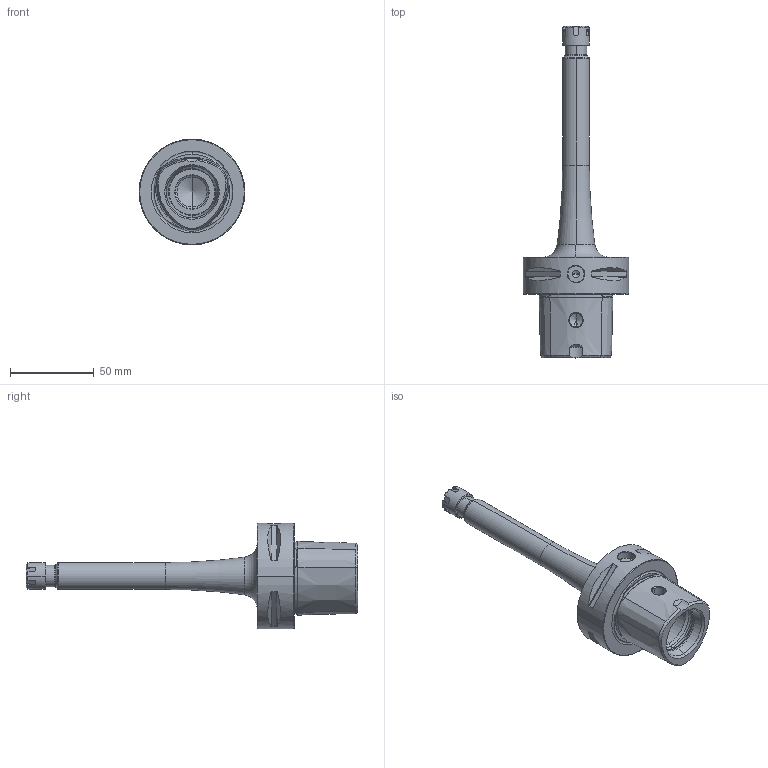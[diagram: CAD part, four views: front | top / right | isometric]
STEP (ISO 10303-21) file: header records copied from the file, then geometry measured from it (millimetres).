
FILE_DESCRIPTION((''),'2;1');
FILE_NAME('CC6-022-11-7_ASM','2011-09-13T',('mei'),(''),'PRO/ENGINEER BY PARAMETRIC TECHNOLOGY CORPORATION, 2010430','PRO/ENGINEER BY PARAMETRIC TECHNOLOGY CORPORATION, 2010430','');
FILE_SCHEMA(('CONFIG_CONTROL_DESIGN'));
Length unit declared in the file: millimetre
Products named in the file (3): CC6-022-11-7; 915010-0001-; CC6-022-11-7_ASM
Assembly tree (2 placements, depth 2):
  CC6-022-11-7_ASM
    CC6-022-11-7
    915010-0001-
Bounding box: 63 x 198 x 63 mm (x, y, z)
Volume: 126523.1 mm3; surface area: 30946.8 mm2
Topology: 2 solids, 4 shells, 296 faces, 760 edges, 479 vertices
Faces by surface type: cylinder 81, cone 76, plane 69, torus 44, bspline 26
Entity records: 10439 total; most frequent: CARTESIAN_POINT 3389, ORIENTED_EDGE 1502, DIRECTION 1414, EDGE_CURVE 754, AXIS2_PLACEMENT_3D 585, VERTEX_POINT 479, EDGE_LOOP 317, CIRCLE 306
